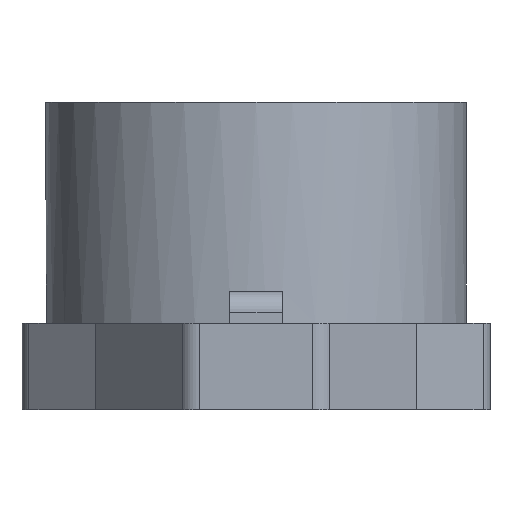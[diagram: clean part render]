
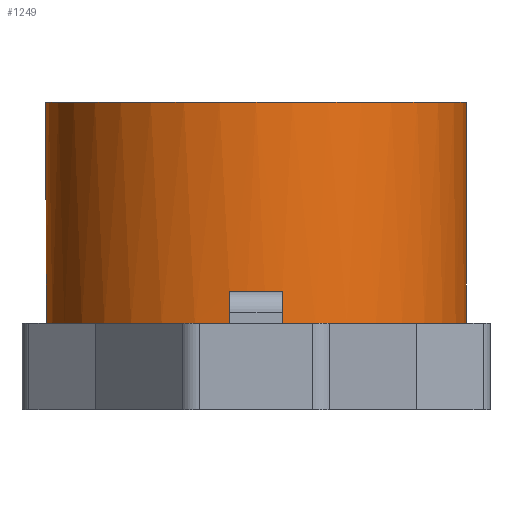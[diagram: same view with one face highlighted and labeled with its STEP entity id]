
A CAD part, left-side view. The second image highlights one B-rep face of the part: STEP entity #1249.
In plain terms, the highlighted cylindrical face has radius 2 mm (diameter 4 mm), a full revolution.
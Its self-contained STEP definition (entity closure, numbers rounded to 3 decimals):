
#26=CYLINDRICAL_SURFACE('',#1421,2.);
#55=LINE('',#3970,#173);
#59=LINE('',#3977,#177);
#62=LINE('',#3988,#180);
#67=LINE('',#3998,#185);
#173=VECTOR('',#1571,1000.);
#177=VECTOR('',#1577,1000.);
#180=VECTOR('',#1588,1000.);
#185=VECTOR('',#1595,1000.);
#286=CIRCLE('',#1404,2.);
#289=CIRCLE('',#1410,2.);
#291=CIRCLE('',#1415,2.);
#294=CIRCLE('',#1420,2.);
#295=CIRCLE('',#1422,2.);
#474=ORIENTED_EDGE('',*,*,#766,.T.);
#475=ORIENTED_EDGE('',*,*,#764,.T.);
#476=ORIENTED_EDGE('',*,*,#770,.F.);
#477=ORIENTED_EDGE('',*,*,#754,.F.);
#478=ORIENTED_EDGE('',*,*,#746,.F.);
#479=ORIENTED_EDGE('',*,*,#750,.T.);
#480=ORIENTED_EDGE('',*,*,#769,.F.);
#481=ORIENTED_EDGE('',*,*,#759,.F.);
#482=ORIENTED_EDGE('',*,*,#757,.T.);
#746=EDGE_CURVE('',#910,#911,#286,.T.);
#750=EDGE_CURVE('',#910,#914,#55,.T.);
#754=EDGE_CURVE('',#911,#915,#59,.T.);
#757=EDGE_CURVE('',#920,#919,#289,.T.);
#759=EDGE_CURVE('',#920,#921,#62,.T.);
#764=EDGE_CURVE('',#919,#924,#67,.T.);
#766=EDGE_CURVE('',#926,#926,#291,.T.);
#769=EDGE_CURVE('',#921,#914,#294,.T.);
#770=EDGE_CURVE('',#915,#924,#295,.T.);
#910=VERTEX_POINT('',#3960);
#911=VERTEX_POINT('',#3962);
#914=VERTEX_POINT('',#3969);
#915=VERTEX_POINT('',#3974);
#919=VERTEX_POINT('',#3983);
#920=VERTEX_POINT('',#3985);
#921=VERTEX_POINT('',#3989);
#924=VERTEX_POINT('',#3997);
#926=VERTEX_POINT('',#4003);
#1056=EDGE_LOOP('',(#474));
#1057=EDGE_LOOP('',(#475,#476,#477,#478,#479,#480,#481,#482));
#1158=FACE_BOUND('',#1056,.T.);
#1159=FACE_BOUND('',#1057,.T.);
#1249=ADVANCED_FACE('',(#1158,#1159),#26,.T.);
#1404=AXIS2_PLACEMENT_3D('',#3961,#1563,#1564);
#1410=AXIS2_PLACEMENT_3D('',#3984,#1583,#1584);
#1415=AXIS2_PLACEMENT_3D('',#4002,#1600,#1601);
#1420=AXIS2_PLACEMENT_3D('',#4008,#1610,#1611);
#1421=AXIS2_PLACEMENT_3D('',#4009,#1612,#1613);
#1422=AXIS2_PLACEMENT_3D('',#4010,#1614,#1615);
#1563=DIRECTION('',(0.,0.,-1.));
#1564=DIRECTION('',(1.,0.,0.));
#1571=DIRECTION('',(0.,0.,-1.));
#1577=DIRECTION('',(0.,0.,-1.));
#1583=DIRECTION('',(0.,0.,1.));
#1584=DIRECTION('',(-1.,0.,0.));
#1588=DIRECTION('',(0.,0.,-1.));
#1595=DIRECTION('',(0.,0.,-1.));
#1600=DIRECTION('',(0.,0.,-1.));
#1601=DIRECTION('',(0.,-1.,0.));
#1610=DIRECTION('',(0.,0.,-1.));
#1611=DIRECTION('',(0.,-1.,0.));
#1612=DIRECTION('',(0.,0.,-1.));
#1613=DIRECTION('',(0.,-1.,0.));
#1614=DIRECTION('',(0.,0.,-1.));
#1615=DIRECTION('',(0.,-1.,0.));
#3960=CARTESIAN_POINT('',(-1.984,-0.25,1.123));
#3961=CARTESIAN_POINT('',(0.,0.,1.123));
#3962=CARTESIAN_POINT('',(-1.984,0.25,1.123));
#3969=CARTESIAN_POINT('',(-1.984,-0.25,0.823));
#3970=CARTESIAN_POINT('',(-1.984,-0.25,1.123));
#3974=CARTESIAN_POINT('',(-1.984,0.25,0.823));
#3977=CARTESIAN_POINT('',(-1.984,0.25,1.123));
#3983=CARTESIAN_POINT('',(1.984,0.25,1.123));
#3984=CARTESIAN_POINT('',(0.,0.,1.123));
#3985=CARTESIAN_POINT('',(1.984,-0.25,1.123));
#3988=CARTESIAN_POINT('',(1.984,-0.25,1.123));
#3989=CARTESIAN_POINT('',(1.984,-0.25,0.823));
#3997=CARTESIAN_POINT('',(1.984,0.25,0.823));
#3998=CARTESIAN_POINT('',(1.984,0.25,1.123));
#4002=CARTESIAN_POINT('',(0.,0.,2.923));
#4003=CARTESIAN_POINT('',(0.,-2.,2.923));
#4008=CARTESIAN_POINT('',(0.,0.,0.823));
#4009=CARTESIAN_POINT('',(0.,0.,0.823));
#4010=CARTESIAN_POINT('',(0.,0.,0.823));
